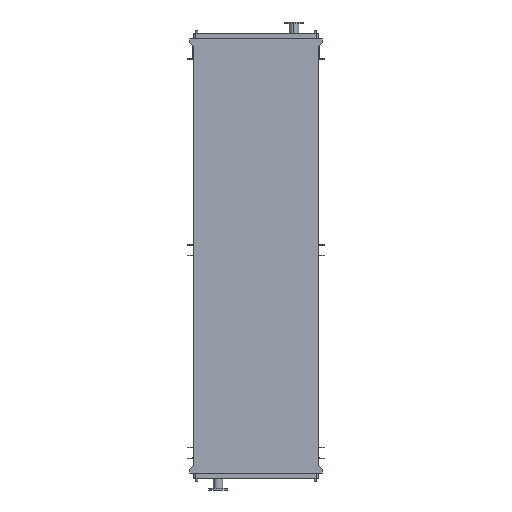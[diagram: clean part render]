
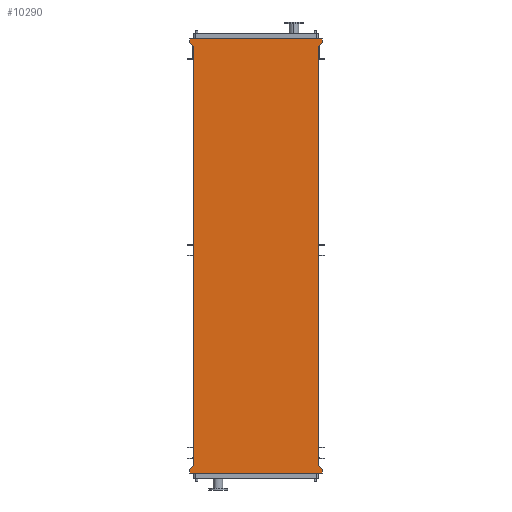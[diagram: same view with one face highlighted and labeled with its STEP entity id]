
A CAD part, front view. The second image highlights one B-rep face of the part: STEP entity #10290.
In plain terms, the highlighted planar face has unit normal (0, -1, 0).
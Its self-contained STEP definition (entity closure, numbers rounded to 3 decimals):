
#261 = VERTEX_POINT ( 'NONE', #19722 ) ;
#414 = VERTEX_POINT ( 'NONE', #22530 ) ;
#900 = CARTESIAN_POINT ( 'NONE',  ( 771., 0., 95. ) ) ;
#928 = VECTOR ( 'NONE', #17685, 1000. ) ;
#984 = CARTESIAN_POINT ( 'NONE',  ( 771., 0., -4945. ) ) ;
#1059 = CARTESIAN_POINT ( 'NONE',  ( -771., 0., 53. ) ) ;
#1189 = LINE ( 'NONE', #2779, #5688 ) ;
#1538 = AXIS2_PLACEMENT_3D ( 'NONE', #16195, #23644, #18152 ) ;
#1555 = EDGE_CURVE ( 'NONE', #19643, #23943, #15779, .T. ) ;
#1658 = EDGE_CURVE ( 'NONE', #261, #6866, #14815, .T. ) ;
#2451 = CARTESIAN_POINT ( 'NONE',  ( -771., 0., 95. ) ) ;
#2779 = CARTESIAN_POINT ( 'NONE',  ( 771., 0., 53. ) ) ;
#2852 = CARTESIAN_POINT ( 'NONE',  ( -725., 0., 0. ) ) ;
#3336 = EDGE_CURVE ( 'NONE', #23943, #9204, #22817, .T. ) ;
#3493 = CARTESIAN_POINT ( 'NONE',  ( 771., 0., 95. ) ) ;
#3655 = CARTESIAN_POINT ( 'NONE',  ( 725., 0., 0. ) ) ;
#3761 = EDGE_LOOP ( 'NONE', ( #21743, #22333, #10660, #6050, #14528, #21685, #16033, #14158, #19435, #22921, #5010, #18630 ) ) ;
#4189 = CARTESIAN_POINT ( 'NONE',  ( 771., 0., -4903. ) ) ;
#4287 = CARTESIAN_POINT ( 'NONE',  ( 725., 0., -4850. ) ) ;
#4416 = VERTEX_POINT ( 'NONE', #6059 ) ;
#5010 = ORIENTED_EDGE ( 'NONE', *, *, #22034, .F. ) ;
#5220 = LINE ( 'NONE', #22176, #7282 ) ;
#5688 = VECTOR ( 'NONE', #12044, 1000. ) ;
#6050 = ORIENTED_EDGE ( 'NONE', *, *, #9363, .F. ) ;
#6059 = CARTESIAN_POINT ( 'NONE',  ( -771., 0., -4903. ) ) ;
#6107 = DIRECTION ( 'NONE',  ( 0., 0., 1. ) ) ;
#6211 = VECTOR ( 'NONE', #18128, 1000. ) ;
#6408 = VERTEX_POINT ( 'NONE', #23419 ) ;
#6582 = LINE ( 'NONE', #4287, #19035 ) ;
#6634 = EDGE_CURVE ( 'NONE', #6408, #9399, #1189, .T. ) ;
#6702 = CARTESIAN_POINT ( 'NONE',  ( -771., 0., 95. ) ) ;
#6807 = DIRECTION ( 'NONE',  ( 0., 0., -1. ) ) ;
#6866 = VERTEX_POINT ( 'NONE', #4189 ) ;
#7058 = LINE ( 'NONE', #9017, #17585 ) ;
#7135 = LINE ( 'NONE', #3493, #6211 ) ;
#7282 = VECTOR ( 'NONE', #14495, 1000. ) ;
#7290 = LINE ( 'NONE', #14753, #9104 ) ;
#8520 = CARTESIAN_POINT ( 'NONE',  ( 771., 0., -4945. ) ) ;
#8749 = FACE_OUTER_BOUND ( 'NONE', #3761, .T. ) ;
#9017 = CARTESIAN_POINT ( 'NONE',  ( -725., 0., -4850. ) ) ;
#9104 = VECTOR ( 'NONE', #22193, 1000. ) ;
#9113 = EDGE_CURVE ( 'NONE', #414, #19643, #11958, .T. ) ;
#9192 = EDGE_CURVE ( 'NONE', #261, #9399, #6582, .T. ) ;
#9204 = VERTEX_POINT ( 'NONE', #2451 ) ;
#9363 = EDGE_CURVE ( 'NONE', #9204, #9762, #23423, .T. ) ;
#9399 = VERTEX_POINT ( 'NONE', #3655 ) ;
#9762 = VERTEX_POINT ( 'NONE', #900 ) ;
#9874 = CARTESIAN_POINT ( 'NONE',  ( -771., 0., 53. ) ) ;
#10128 = DIRECTION ( 'NONE',  ( 0., 0., 1. ) ) ;
#10290 = ADVANCED_FACE ( 'NONE', ( #8749 ), #14251, .T. ) ;
#10660 = ORIENTED_EDGE ( 'NONE', *, *, #19168, .F. ) ;
#11127 = EDGE_CURVE ( 'NONE', #17477, #12173, #7290, .T. ) ;
#11958 = LINE ( 'NONE', #20988, #12012 ) ;
#12012 = VECTOR ( 'NONE', #10128, 1000. ) ;
#12044 = DIRECTION ( 'NONE',  ( -0.655, 0., -0.755 ) ) ;
#12173 = VERTEX_POINT ( 'NONE', #24119 ) ;
#14077 = DIRECTION ( 'NONE',  ( -0.655, 0., 0.755 ) ) ;
#14150 = DIRECTION ( 'NONE',  ( 1., 0., 0. ) ) ;
#14158 = ORIENTED_EDGE ( 'NONE', *, *, #23474, .F. ) ;
#14251 = PLANE ( 'NONE',  #1538 ) ;
#14495 = DIRECTION ( 'NONE',  ( 0., 0., 1. ) ) ;
#14511 = LINE ( 'NONE', #8520, #23360 ) ;
#14528 = ORIENTED_EDGE ( 'NONE', *, *, #3336, .F. ) ;
#14753 = CARTESIAN_POINT ( 'NONE',  ( -771., 0., -4945. ) ) ;
#14815 = LINE ( 'NONE', #20654, #23449 ) ;
#14942 = EDGE_CURVE ( 'NONE', #12173, #4416, #5220, .T. ) ;
#15779 = LINE ( 'NONE', #2852, #18777 ) ;
#16033 = ORIENTED_EDGE ( 'NONE', *, *, #9113, .F. ) ;
#16195 = CARTESIAN_POINT ( 'NONE',  ( -725., 0., -4850. ) ) ;
#17477 = VERTEX_POINT ( 'NONE', #984 ) ;
#17585 = VECTOR ( 'NONE', #19994, 1000. ) ;
#17685 = DIRECTION ( 'NONE',  ( 0., 0., 1. ) ) ;
#18128 = DIRECTION ( 'NONE',  ( 0., 0., -1. ) ) ;
#18152 = DIRECTION ( 'NONE',  ( 0., 0., -1. ) ) ;
#18630 = ORIENTED_EDGE ( 'NONE', *, *, #1658, .F. ) ;
#18656 = VECTOR ( 'NONE', #14150, 1000. ) ;
#18777 = VECTOR ( 'NONE', #14077, 1000. ) ;
#19035 = VECTOR ( 'NONE', #6107, 1000. ) ;
#19168 = EDGE_CURVE ( 'NONE', #9762, #6408, #7135, .T. ) ;
#19295 = CARTESIAN_POINT ( 'NONE',  ( -725., 0., 0. ) ) ;
#19435 = ORIENTED_EDGE ( 'NONE', *, *, #14942, .F. ) ;
#19643 = VERTEX_POINT ( 'NONE', #19295 ) ;
#19722 = CARTESIAN_POINT ( 'NONE',  ( 725., 0., -4850. ) ) ;
#19994 = DIRECTION ( 'NONE',  ( 0.655, 0., 0.755 ) ) ;
#20654 = CARTESIAN_POINT ( 'NONE',  ( 771., 0., -4903. ) ) ;
#20988 = CARTESIAN_POINT ( 'NONE',  ( -725., 0., -4850. ) ) ;
#21685 = ORIENTED_EDGE ( 'NONE', *, *, #1555, .F. ) ;
#21743 = ORIENTED_EDGE ( 'NONE', *, *, #9192, .T. ) ;
#22034 = EDGE_CURVE ( 'NONE', #6866, #17477, #14511, .T. ) ;
#22176 = CARTESIAN_POINT ( 'NONE',  ( -771., 0., -4903. ) ) ;
#22193 = DIRECTION ( 'NONE',  ( -1., 0., 0. ) ) ;
#22254 = DIRECTION ( 'NONE',  ( 0.655, 0., -0.755 ) ) ;
#22333 = ORIENTED_EDGE ( 'NONE', *, *, #6634, .F. ) ;
#22530 = CARTESIAN_POINT ( 'NONE',  ( -725., 0., -4850. ) ) ;
#22817 = LINE ( 'NONE', #9874, #928 ) ;
#22921 = ORIENTED_EDGE ( 'NONE', *, *, #11127, .F. ) ;
#23360 = VECTOR ( 'NONE', #6807, 1000. ) ;
#23419 = CARTESIAN_POINT ( 'NONE',  ( 771., 0., 53. ) ) ;
#23423 = LINE ( 'NONE', #6702, #18656 ) ;
#23449 = VECTOR ( 'NONE', #22254, 1000. ) ;
#23474 = EDGE_CURVE ( 'NONE', #4416, #414, #7058, .T. ) ;
#23644 = DIRECTION ( 'NONE',  ( 0., -1., 0. ) ) ;
#23943 = VERTEX_POINT ( 'NONE', #1059 ) ;
#24119 = CARTESIAN_POINT ( 'NONE',  ( -771., 0., -4945. ) ) ;
